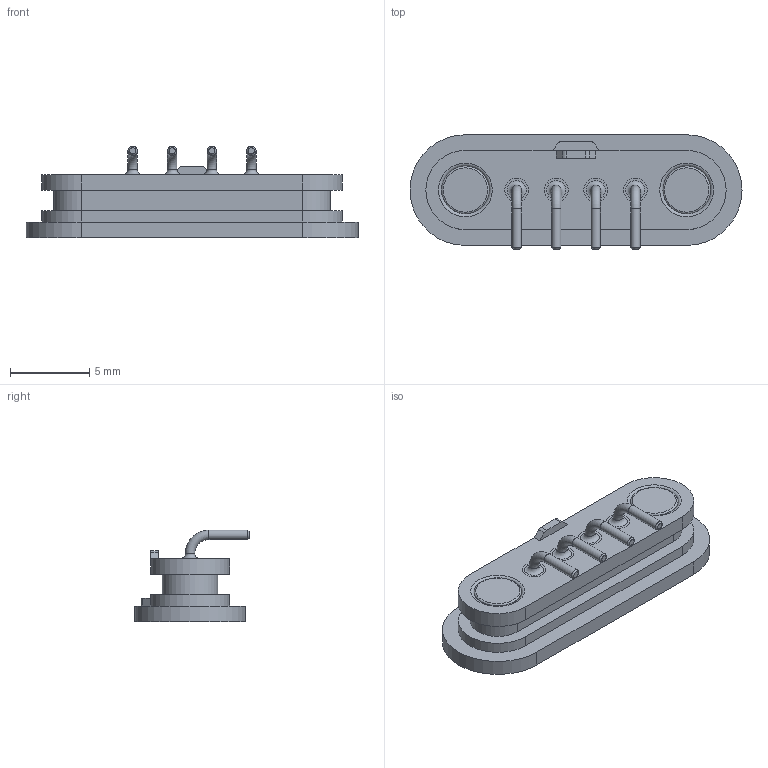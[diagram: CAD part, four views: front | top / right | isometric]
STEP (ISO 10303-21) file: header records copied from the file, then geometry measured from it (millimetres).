
FILE_DESCRIPTION (( 'STEP AP214' ), '1' );
FILE_NAME ('Magnetic Pogo Connector 4 Pin (Type 3).STEP', '2023-01-12T17:32:54', ( '' ), ( '' ), 'SwSTEP 2.0', 'SolidWorks 2022', '' );
FILE_SCHEMA (( 'AUTOMOTIVE_DESIGN' ));
Length unit declared in the file: millimetre
Products named in the file (1): Magnetic Pogo Connector 4 Pin (Type 3)
Bounding box: 21 x 7.25 x 5.8 mm (x, y, z)
Volume: 371.1 mm3; surface area: 844 mm2
Topology: 7 solids, 7 shells, 117 faces, 280 edges, 182 vertices
Faces by surface type: plane 47, cylinder 28, torus 20, bspline 14, cone 8
Full cylindrical faces by diameter (mm): 0.6 x4, 1.5 x8, 3 x4
Entity records: 5211 total; most frequent: CARTESIAN_POINT 1410, DIRECTION 478, ORIENTED_EDGE 436, EDGE_CURVE 218, AXIS2_PLACEMENT_3D 184, EDGE_LOOP 178, VERTEX_POINT 164, FACE_OUTER_BOUND 153
